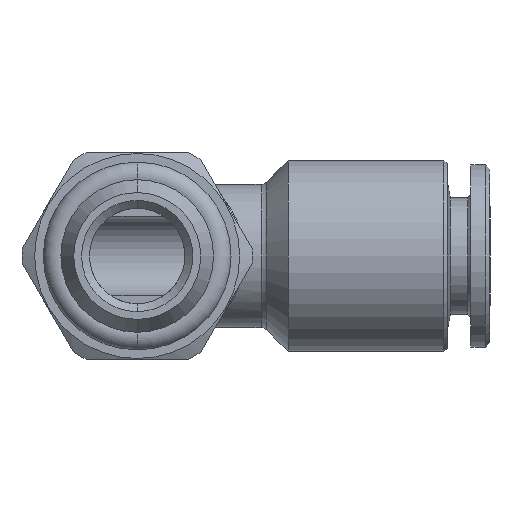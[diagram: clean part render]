
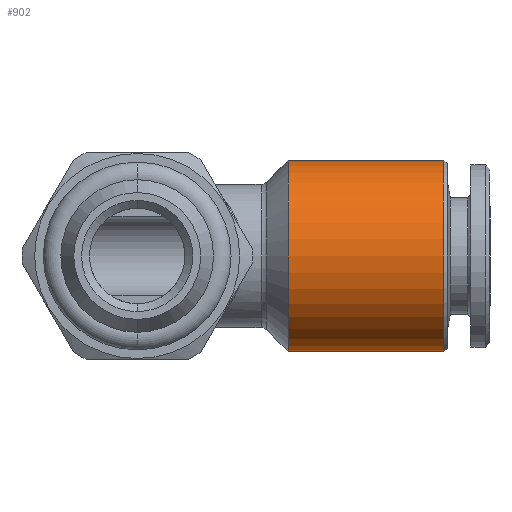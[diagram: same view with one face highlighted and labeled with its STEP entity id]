
A CAD part, front view. The second image highlights one B-rep face of the part: STEP entity #902.
In plain terms, the highlighted cylindrical face has radius 6 mm (diameter 12 mm), a partial arc.
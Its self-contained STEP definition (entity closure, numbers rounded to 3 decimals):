
#115 = VERTEX_POINT ( 'NONE', #1130 ) ;
#120 = VERTEX_POINT ( 'NONE', #1156 ) ;
#129 = EDGE_CURVE ( 'NONE', #120, #1013, #1193, .T. ) ;
#132 = EDGE_CURVE ( 'NONE', #115, #1036, #1189, .T. ) ;
#532 = ORIENTED_EDGE ( 'NONE', *, *, #132, .T. ) ;
#533 = ORIENTED_EDGE ( 'NONE', *, *, #534, .T. ) ;
#534 = EDGE_CURVE ( 'NONE', #1036, #1013, #3282, .T. ) ;
#670 = ORIENTED_EDGE ( 'NONE', *, *, #857, .T. ) ;
#845 = ORIENTED_EDGE ( 'NONE', *, *, #129, .F. ) ;
#856 = EDGE_LOOP ( 'NONE', ( #845, #670, #532, #533 ) ) ;
#857 = EDGE_CURVE ( 'NONE', #120, #115, #2787, .T. ) ;
#902 = ADVANCED_FACE ( 'NONE', ( #2974 ), #2969, .T. ) ;
#1013 = VERTEX_POINT ( 'NONE', #3080 ) ;
#1036 = VERTEX_POINT ( 'NONE', #3094 ) ;
#1130 = CARTESIAN_POINT ( 'NONE',  ( 19.3, 0., 6. ) ) ;
#1156 = CARTESIAN_POINT ( 'NONE',  ( 19.3, 0., -6. ) ) ;
#1187 = VECTOR ( 'NONE', #1284, 1000. ) ;
#1188 = CARTESIAN_POINT ( 'NONE',  ( -1.137, 0., 6. ) ) ;
#1189 = LINE ( 'NONE', #1188, #1187 ) ;
#1190 = DIRECTION ( 'NONE',  ( -1., 0., 0. ) ) ;
#1191 = VECTOR ( 'NONE', #1190, 1000. ) ;
#1192 = CARTESIAN_POINT ( 'NONE',  ( -1.137, 0., -6. ) ) ;
#1193 = LINE ( 'NONE', #1192, #1191 ) ;
#1284 = DIRECTION ( 'NONE',  ( -1., 0., 0. ) ) ;
#2755 = CARTESIAN_POINT ( 'NONE',  ( 19.3, 0., 0. ) ) ;
#2785 = DIRECTION ( 'NONE',  ( -1., 0., 0. ) ) ;
#2786 = AXIS2_PLACEMENT_3D ( 'NONE', #2755, #2785, #2815 ) ;
#2787 = CIRCLE ( 'NONE', #2786, 6. ) ;
#2815 = DIRECTION ( 'NONE',  ( 0., 0., 1. ) ) ;
#2965 = CARTESIAN_POINT ( 'NONE',  ( -1.137, 0., 0. ) ) ;
#2966 = DIRECTION ( 'NONE',  ( 0., 0., 1. ) ) ;
#2967 = DIRECTION ( 'NONE',  ( -1., 0., 0. ) ) ;
#2969 = CYLINDRICAL_SURFACE ( 'NONE', #2971, 6. ) ;
#2971 = AXIS2_PLACEMENT_3D ( 'NONE', #2965, #2967, #2966 ) ;
#2974 = FACE_OUTER_BOUND ( 'NONE', #856, .T. ) ;
#3080 = CARTESIAN_POINT ( 'NONE',  ( 9.5, 0., -6. ) ) ;
#3094 = CARTESIAN_POINT ( 'NONE',  ( 9.5, 0., 6. ) ) ;
#3279 = DIRECTION ( 'NONE',  ( 0., 0., -1. ) ) ;
#3280 = DIRECTION ( 'NONE',  ( 1., 0., 0. ) ) ;
#3281 = AXIS2_PLACEMENT_3D ( 'NONE', #3294, #3280, #3279 ) ;
#3282 = CIRCLE ( 'NONE', #3281, 6. ) ;
#3294 = CARTESIAN_POINT ( 'NONE',  ( 9.5, 0., 0. ) ) ;
